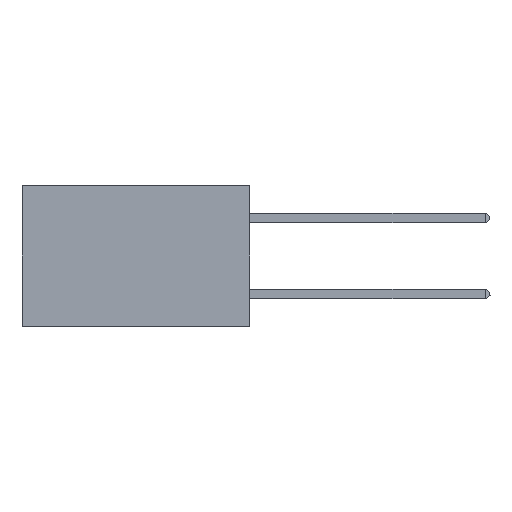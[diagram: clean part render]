
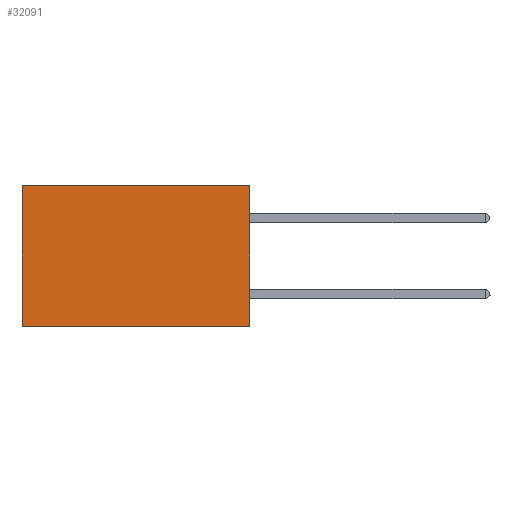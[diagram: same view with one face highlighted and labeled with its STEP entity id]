
A CAD part, left-side view. The second image highlights one B-rep face of the part: STEP entity #32091.
In plain terms, the highlighted planar face has unit normal (-1, 0, 0).
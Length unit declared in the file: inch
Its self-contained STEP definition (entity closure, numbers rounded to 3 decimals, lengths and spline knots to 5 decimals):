
#20 = LINE ( 'NONE', #28925, #19664 ) ;
#46 = CARTESIAN_POINT ( 'NONE',  ( 0.2875, 0.6, -0.37 ) ) ;
#2036 = EDGE_LOOP ( 'NONE', ( #28983, #31347, #27249, #29514 ) ) ;
#4425 = VERTEX_POINT ( 'NONE', #29144 ) ;
#4866 = VERTEX_POINT ( 'NONE', #46 ) ;
#5566 = DIRECTION ( 'NONE',  ( 0., 1., 0. ) ) ;
#8146 = PLANE ( 'NONE',  #12757 ) ;
#8583 = CARTESIAN_POINT ( 'NONE',  ( 0.2875, 0., 0. ) ) ;
#9044 = CARTESIAN_POINT ( 'NONE',  ( 0.2875, 0.6, 0. ) ) ;
#9254 = CARTESIAN_POINT ( 'NONE',  ( 0.2875, 0., 0. ) ) ;
#9394 = DIRECTION ( 'NONE',  ( 0., 0., -1. ) ) ;
#11676 = VERTEX_POINT ( 'NONE', #27161 ) ;
#12757 = AXIS2_PLACEMENT_3D ( 'NONE', #14670, #27121, #36081 ) ;
#13082 = EDGE_CURVE ( 'NONE', #11676, #22233, #33025, .T. ) ;
#13673 = VECTOR ( 'NONE', #9394, 39.37008 ) ;
#14670 = CARTESIAN_POINT ( 'NONE',  ( 0.2875, 0., 0. ) ) ;
#15613 = EDGE_CURVE ( 'NONE', #22233, #4866, #20, .T. ) ;
#16967 = VECTOR ( 'NONE', #28507, 39.37008 ) ;
#19664 = VECTOR ( 'NONE', #22622, 39.37008 ) ;
#22233 = VERTEX_POINT ( 'NONE', #9044 ) ;
#22622 = DIRECTION ( 'NONE',  ( 0., 0., -1. ) ) ;
#25298 = LINE ( 'NONE', #25496, #16967 ) ;
#25496 = CARTESIAN_POINT ( 'NONE',  ( 0.2875, 0., -0.37 ) ) ;
#26964 = LINE ( 'NONE', #9254, #13673 ) ;
#27121 = DIRECTION ( 'NONE',  ( 1., 0., 0. ) ) ;
#27161 = CARTESIAN_POINT ( 'NONE',  ( 0.2875, 0., 0. ) ) ;
#27249 = ORIENTED_EDGE ( 'NONE', *, *, #30999, .F. ) ;
#28507 = DIRECTION ( 'NONE',  ( 0., 1., 0. ) ) ;
#28925 = CARTESIAN_POINT ( 'NONE',  ( 0.2875, 0.6, 0. ) ) ;
#28983 = ORIENTED_EDGE ( 'NONE', *, *, #15613, .T. ) ;
#29144 = CARTESIAN_POINT ( 'NONE',  ( 0.2875, 0., -0.37 ) ) ;
#29334 = FACE_OUTER_BOUND ( 'NONE', #2036, .T. ) ;
#29487 = EDGE_CURVE ( 'NONE', #4425, #4866, #25298, .T. ) ;
#29514 = ORIENTED_EDGE ( 'NONE', *, *, #13082, .T. ) ;
#30999 = EDGE_CURVE ( 'NONE', #11676, #4425, #26964, .T. ) ;
#31347 = ORIENTED_EDGE ( 'NONE', *, *, #29487, .F. ) ;
#31561 = VECTOR ( 'NONE', #5566, 39.37008 ) ;
#32091 = ADVANCED_FACE ( 'NONE', ( #29334 ), #8146, .F. ) ;
#33025 = LINE ( 'NONE', #8583, #31561 ) ;
#36081 = DIRECTION ( 'NONE',  ( 0., 0., -1. ) ) ;
